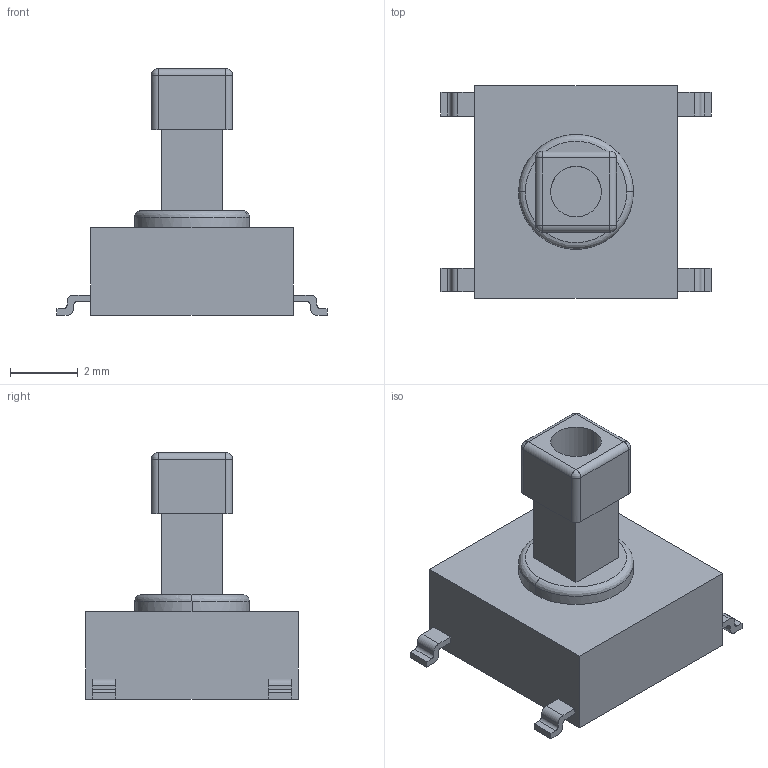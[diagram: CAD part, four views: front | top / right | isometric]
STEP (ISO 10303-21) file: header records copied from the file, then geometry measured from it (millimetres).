
FILE_DESCRIPTION (( 'STEP AP214' ), '1' );
FILE_NAME ('User Library-omron_b3fs1050.STEP', '2018-08-24T09:43:01', ( '' ), ( '' ), 'SwSTEP 2.0', 'SolidWorks 2018', '' );
FILE_SCHEMA (( 'AUTOMOTIVE_DESIGN' ));
Length unit declared in the file: millimetre
Products named in the file (1): User Library-omron_b3fs1050
Bounding box: 8 x 6.3 x 7.3 mm (x, y, z)
Volume: 117.1 mm3; surface area: 203.1 mm2
Topology: 1 solids, 1 shells, 88 faces, 224 edges, 142 vertices
Faces by surface type: plane 54, cylinder 28, bspline 6
Entity records: 3314 total; most frequent: CARTESIAN_POINT 1191, ORIENTED_EDGE 440, DIRECTION 410, EDGE_CURVE 220, LINE 160, VECTOR 160, VERTEX_POINT 142, AXIS2_PLACEMENT_3D 125
